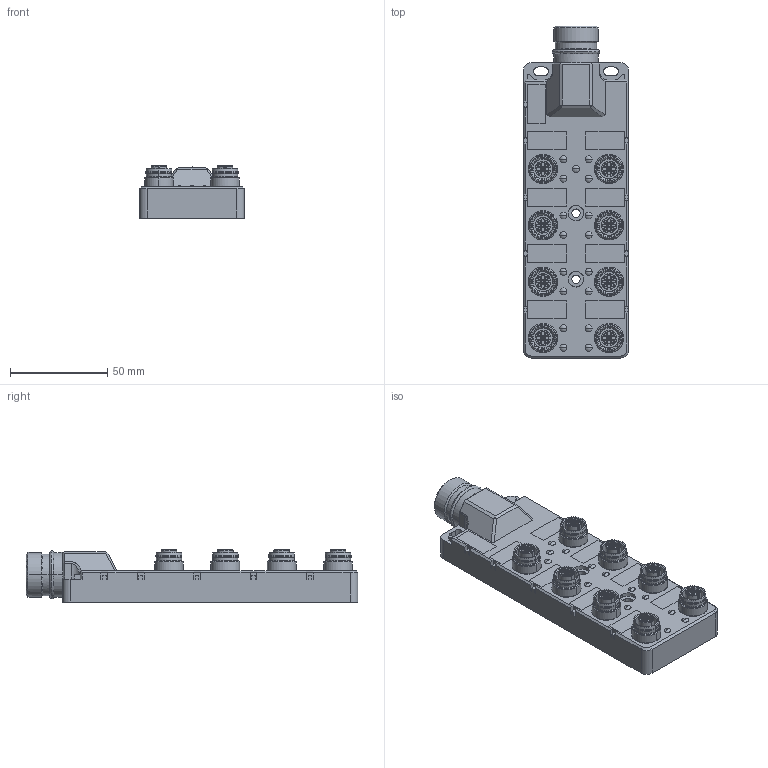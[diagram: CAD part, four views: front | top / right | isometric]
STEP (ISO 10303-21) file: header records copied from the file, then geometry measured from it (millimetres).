
FILE_DESCRIPTION(('CATIA V5 STEP Exchange','CAx-IF Rec.Pracs.--- Model Styling and Organization---1.4--- 2014-01-23'),'2;1');
FILE_NAME ('024034-2_1', '2020-01-13T12:03:49+00:00', ('none'), ('Weidmueller'), 'CATIA Version 5-6 Release 2016 SP3 HF44', 'CATIA V5 STEP AP214', 'none');
FILE_SCHEMA(('AUTOMOTIVE_DESIGN { 1 0 10303 214 1 1 1 1 }'));
Products named in the file (1): 1859120000
Bounding box: 54 x 170.8 x 26.8 mm (x, y, z)
Volume: 134843.9 mm3; surface area: 70986.5 mm2
Topology: 66 solids, 67 shells, 3036 faces, 7872 edges, 5035 vertices
Faces by surface type: plane 1132, cylinder 1114, cone 362, bspline 206, torus 112, sphere 110
Entity records: 106590 total; most frequent: CARTESIAN_POINT 38597, ORIENTED_EDGE 15440, DIRECTION 11115, EDGE_CURVE 7720, VERTEX_POINT 5035, AXIS2_PLACEMENT_3D 4657, VECTOR 3683, LINE 3683
